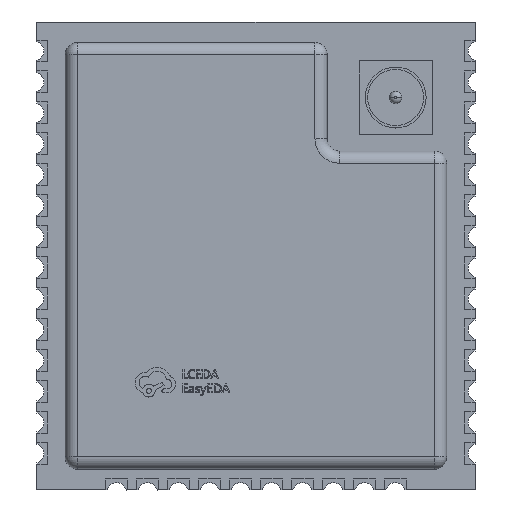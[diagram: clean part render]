
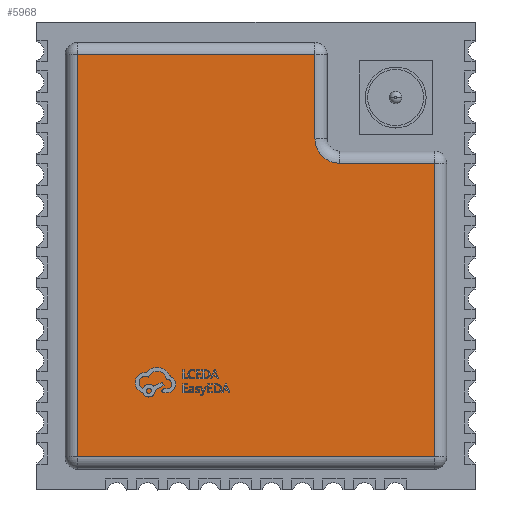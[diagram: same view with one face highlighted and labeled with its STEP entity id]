
A CAD part, top view. The second image highlights one B-rep face of the part: STEP entity #5968.
In plain terms, the highlighted planar face has unit normal (0, 0, 1).
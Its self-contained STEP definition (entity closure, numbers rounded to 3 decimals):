
#1037 = CARTESIAN_POINT ( 'NONE',  ( 2.42, 8.25, 3.2 ) ) ;
#1718 = AXIS2_PLACEMENT_3D ( 'NONE', #8740, #23438, #3211 ) ;
#1807 = LINE ( 'NONE', #17047, #16154 ) ;
#2410 = PLANE ( 'NONE',  #2876 ) ;
#2876 = AXIS2_PLACEMENT_3D ( 'NONE', #17306, #19249, #9990 ) ;
#3211 = DIRECTION ( 'NONE',  ( -1., 0., 0. ) ) ;
#3335 = VECTOR ( 'NONE', #15153, 1000. ) ;
#3826 = CARTESIAN_POINT ( 'NONE',  ( -7.33, -8.25, 3.2 ) ) ;
#4204 = EDGE_CURVE ( 'NONE', #9439, #13079, #1807, .T. ) ;
#4214 = VERTEX_POINT ( 'NONE', #22992 ) ;
#4381 = LINE ( 'NONE', #20858, #22197 ) ;
#4635 = VERTEX_POINT ( 'NONE', #1037 ) ;
#4682 = CARTESIAN_POINT ( 'NONE',  ( 7.32, -8.25, 3.2 ) ) ;
#5058 = EDGE_CURVE ( 'NONE', #23526, #9439, #7608, .T. ) ;
#5968 = ADVANCED_FACE ( 'NONE', ( #19098 ), #2410, .F. ) ;
#6065 = VECTOR ( 'NONE', #7016, 1000. ) ;
#6745 = EDGE_CURVE ( 'NONE', #4214, #19677, #4381, .T. ) ;
#7016 = DIRECTION ( 'NONE',  ( -1., 0., 0. ) ) ;
#7574 = ORIENTED_EDGE ( 'NONE', *, *, #5058, .T. ) ;
#7608 = LINE ( 'NONE', #20235, #19395 ) ;
#8518 = CARTESIAN_POINT ( 'NONE',  ( 3.42, 3.8, 3.2 ) ) ;
#8740 = CARTESIAN_POINT ( 'NONE',  ( 3.42, 4.8, 3.2 ) ) ;
#8879 = LINE ( 'NONE', #16273, #6065 ) ;
#9273 = DIRECTION ( 'NONE',  ( 1., 0., 0. ) ) ;
#9336 = DIRECTION ( 'NONE',  ( 0., 1., 0. ) ) ;
#9439 = VERTEX_POINT ( 'NONE', #3826 ) ;
#9680 = ORIENTED_EDGE ( 'NONE', *, *, #19206, .T. ) ;
#9990 = DIRECTION ( 'NONE',  ( -1., 0., 0. ) ) ;
#10696 = CIRCLE ( 'NONE', #1718, 1. ) ;
#11240 = EDGE_CURVE ( 'NONE', #4635, #23526, #8879, .T. ) ;
#11360 = EDGE_CURVE ( 'NONE', #15926, #4635, #11519, .T. ) ;
#11519 = LINE ( 'NONE', #11878, #3335 ) ;
#11810 = ORIENTED_EDGE ( 'NONE', *, *, #6745, .T. ) ;
#11878 = CARTESIAN_POINT ( 'NONE',  ( 2.42, 0., 3.2 ) ) ;
#12797 = ORIENTED_EDGE ( 'NONE', *, *, #11240, .T. ) ;
#13079 = VERTEX_POINT ( 'NONE', #4682 ) ;
#13338 = EDGE_LOOP ( 'NONE', ( #19481, #17227, #12797, #7574, #20942, #9680, #11810 ) ) ;
#13470 = CARTESIAN_POINT ( 'NONE',  ( 7.32, 0., 3.2 ) ) ;
#13594 = CARTESIAN_POINT ( 'NONE',  ( -7.33, 8.25, 3.2 ) ) ;
#15153 = DIRECTION ( 'NONE',  ( 0., 1., 0. ) ) ;
#15926 = VERTEX_POINT ( 'NONE', #23297 ) ;
#16154 = VECTOR ( 'NONE', #9273, 1000. ) ;
#16273 = CARTESIAN_POINT ( 'NONE',  ( 0., 8.25, 3.2 ) ) ;
#16847 = VECTOR ( 'NONE', #9336, 1000. ) ;
#17047 = CARTESIAN_POINT ( 'NONE',  ( 0., -8.25, 3.2 ) ) ;
#17177 = DIRECTION ( 'NONE',  ( -1., 0., 0. ) ) ;
#17227 = ORIENTED_EDGE ( 'NONE', *, *, #11360, .T. ) ;
#17306 = CARTESIAN_POINT ( 'NONE',  ( 0., 0., 3.2 ) ) ;
#19098 = FACE_OUTER_BOUND ( 'NONE', #13338, .T. ) ;
#19206 = EDGE_CURVE ( 'NONE', #13079, #4214, #22689, .T. ) ;
#19249 = DIRECTION ( 'NONE',  ( 0., 0., -1. ) ) ;
#19395 = VECTOR ( 'NONE', #20376, 1000. ) ;
#19481 = ORIENTED_EDGE ( 'NONE', *, *, #19883, .F. ) ;
#19677 = VERTEX_POINT ( 'NONE', #8518 ) ;
#19883 = EDGE_CURVE ( 'NONE', #15926, #19677, #10696, .T. ) ;
#20235 = CARTESIAN_POINT ( 'NONE',  ( -7.33, 0., 3.2 ) ) ;
#20376 = DIRECTION ( 'NONE',  ( 0., -1., 0. ) ) ;
#20858 = CARTESIAN_POINT ( 'NONE',  ( 0., 3.8, 3.2 ) ) ;
#20942 = ORIENTED_EDGE ( 'NONE', *, *, #4204, .T. ) ;
#22197 = VECTOR ( 'NONE', #17177, 1000. ) ;
#22689 = LINE ( 'NONE', #13470, #16847 ) ;
#22992 = CARTESIAN_POINT ( 'NONE',  ( 7.32, 3.8, 3.2 ) ) ;
#23297 = CARTESIAN_POINT ( 'NONE',  ( 2.42, 4.8, 3.2 ) ) ;
#23438 = DIRECTION ( 'NONE',  ( 0., 0., 1. ) ) ;
#23526 = VERTEX_POINT ( 'NONE', #13594 ) ;
